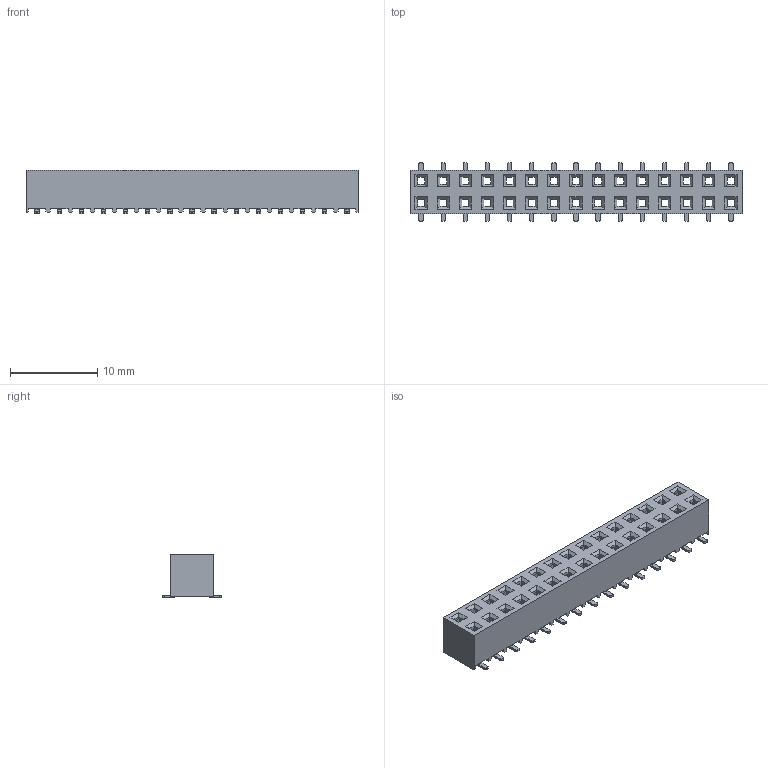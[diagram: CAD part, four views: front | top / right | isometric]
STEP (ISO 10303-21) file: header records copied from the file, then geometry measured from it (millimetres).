
FILE_DESCRIPTION(/* description */ (''),/* implementation_level */ '2;1');
FILE_NAME(/* name */ '966230-2000-XX-XX',/* time_stamp */ '2007-06-15T14:24:02+02:00',/* author */ (''),/* organization */ (''),/* preprocessor_version */ 'ST-DEVELOPER v9',/* originating_system */ 'UGS - NX 3.0',/* authorisation */ '');
FILE_SCHEMA (('AUTOMOTIVE_DESIGN { 1 0 10303 214 1 1 1 1 }'));
Length unit declared in the file: millimetre
Products named in the file (1): 966230-2000-XX-XX
Bounding box: 38.1 x 6.7 x 5 mm (x, y, z)
Volume: 650.6 mm3; surface area: 1503.4 mm2
Topology: 1 solids, 1 shells, 786 faces, 2142 edges, 1388 vertices
Faces by surface type: plane 666, cylinder 120
Entity records: 24510 total; most frequent: CARTESIAN_POINT 4317, ORIENTED_EDGE 4284, DIRECTION 3956, EDGE_CURVE 2142, LINE 1902, VECTOR 1902, VERTEX_POINT 1388, AXIS2_PLACEMENT_3D 1027
